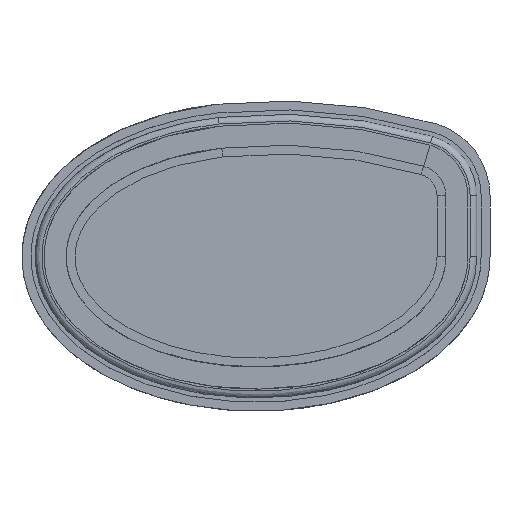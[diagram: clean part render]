
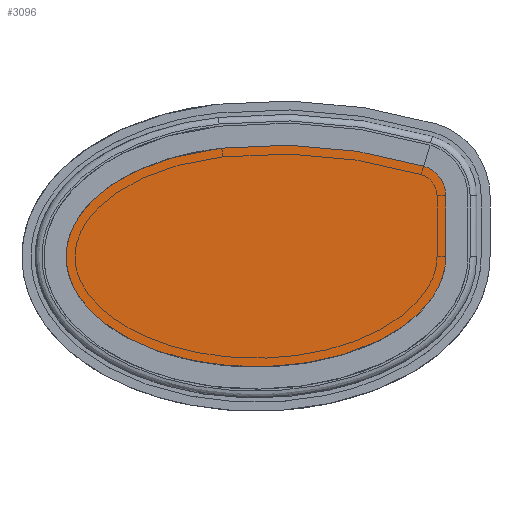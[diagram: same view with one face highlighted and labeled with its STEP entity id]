
A CAD part, front view. The second image highlights one B-rep face of the part: STEP entity #3096.
In plain terms, the highlighted planar face has unit normal (0, -1, 0).
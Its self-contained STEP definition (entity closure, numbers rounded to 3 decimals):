
#551=ELLIPSE('',#3348,43.,25.);
#712=CIRCLE('',#3341,7.);
#714=CIRCLE('',#3346,117.103);
#718=CIRCLE('',#3354,122.);
#903=FACE_OUTER_BOUND('',#1064,.T.);
#1064=EDGE_LOOP('',(#2270,#2271,#2272,#2273,#2274,#2275,#2276));
#1238=LINE('',#4596,#1400);
#1243=LINE('',#4610,#1405);
#1248=LINE('',#4769,#1410);
#1400=VECTOR('',#3707,10.);
#1405=VECTOR('',#3720,10.);
#1410=VECTOR('',#3727,10.);
#1562=VERTEX_POINT('',#4594);
#1563=VERTEX_POINT('',#4595);
#1566=VERTEX_POINT('',#4603);
#1568=VERTEX_POINT('',#4609);
#1574=VERTEX_POINT('',#4767);
#1575=VERTEX_POINT('',#4768);
#1578=VERTEX_POINT('',#4776);
#1831=EDGE_CURVE('',#1562,#1563,#1238,.T.);
#1835=EDGE_CURVE('',#1563,#1566,#712,.T.);
#1838=EDGE_CURVE('',#1566,#1568,#1243,.T.);
#1845=EDGE_CURVE('',#1574,#1575,#1248,.T.);
#1849=EDGE_CURVE('',#1575,#1578,#714,.T.);
#1852=EDGE_CURVE('',#1578,#1562,#551,.T.);
#1857=EDGE_CURVE('',#1574,#1568,#718,.F.);
#2270=ORIENTED_EDGE('',*,*,#1845,.T.);
#2271=ORIENTED_EDGE('',*,*,#1849,.T.);
#2272=ORIENTED_EDGE('',*,*,#1852,.T.);
#2273=ORIENTED_EDGE('',*,*,#1831,.T.);
#2274=ORIENTED_EDGE('',*,*,#1835,.T.);
#2275=ORIENTED_EDGE('',*,*,#1838,.T.);
#2276=ORIENTED_EDGE('',*,*,#1857,.F.);
#3038=PLANE('',#3353);
#3096=ADVANCED_FACE('',(#903),#3038,.F.);
#3341=AXIS2_PLACEMENT_3D('',#4604,#3713,#3714);
#3346=AXIS2_PLACEMENT_3D('',#4777,#3733,#3734);
#3348=AXIS2_PLACEMENT_3D('',#4795,#3738,#3739);
#3353=AXIS2_PLACEMENT_3D('',#4802,#3749,#3750);
#3354=AXIS2_PLACEMENT_3D('',#4803,#3751,#3752);
#3707=DIRECTION('',(0.,0.,1.));
#3713=DIRECTION('center_axis',(0.,-1.,0.));
#3714=DIRECTION('ref_axis',(-1.,0.,0.));
#3720=DIRECTION('',(0.283,0.,0.959));
#3727=DIRECTION('',(-0.283,0.,-0.959));
#3733=DIRECTION('center_axis',(0.,-1.,0.));
#3734=DIRECTION('ref_axis',(-0.283,0.,-0.959));
#3738=DIRECTION('center_axis',(0.,-1.,0.));
#3739=DIRECTION('ref_axis',(-1.,0.,0.));
#3749=DIRECTION('center_axis',(0.,1.,0.));
#3750=DIRECTION('ref_axis',(0.,0.,1.));
#3751=DIRECTION('center_axis',(0.,-1.,0.));
#3752=DIRECTION('ref_axis',(-0.108,0.,0.994));
#4594=CARTESIAN_POINT('',(43.,-2.,0.));
#4595=CARTESIAN_POINT('',(43.,-2.,13.772));
#4596=CARTESIAN_POINT('',(43.,-2.,6.952));
#4603=CARTESIAN_POINT('',(37.981,-2.,20.485));
#4604=CARTESIAN_POINT('Origin',(36.,-2.,13.772));
#4609=CARTESIAN_POINT('',(39.395,-2.,25.281));
#4610=CARTESIAN_POINT('',(34.406,-2.,8.368));
#4767=CARTESIAN_POINT('',(39.393,-2.,25.282));
#4768=CARTESIAN_POINT('',(37.978,-2.,20.486));
#4769=CARTESIAN_POINT('',(33.697,-2.,5.971));
#4776=CARTESIAN_POINT('',(-8.052,-2.,24.558));
#4777=CARTESIAN_POINT('Origin',(4.848,-2.,-91.833));
#4795=CARTESIAN_POINT('Origin',(0.,-2.,0.));
#4802=CARTESIAN_POINT('Origin',(0.,-2.,0.133));
#4803=CARTESIAN_POINT('Origin',(4.877,-2.,-91.734));
